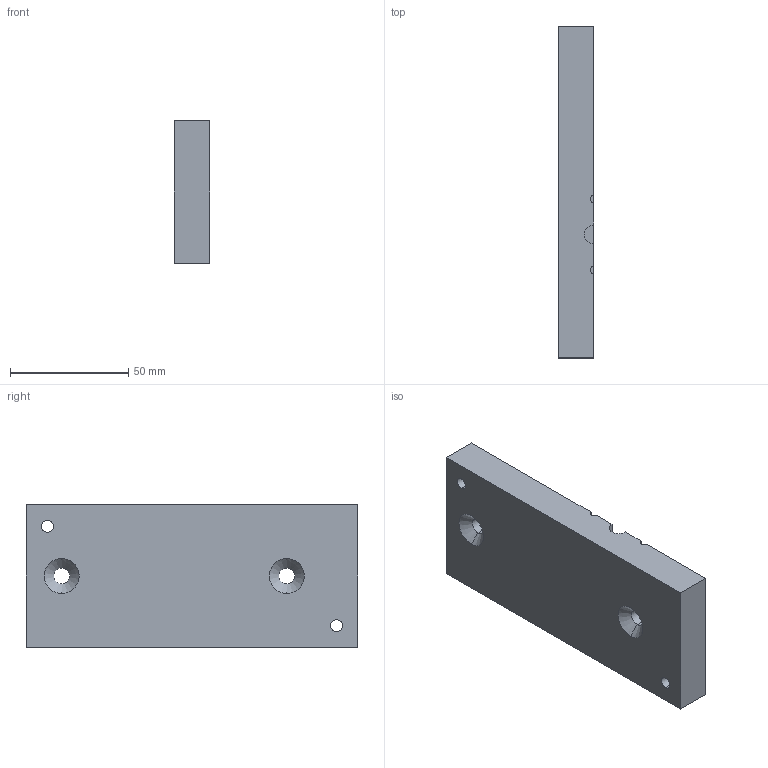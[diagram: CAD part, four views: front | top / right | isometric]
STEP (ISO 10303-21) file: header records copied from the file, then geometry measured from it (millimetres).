
FILE_DESCRIPTION (( 'STEP AP214' ), '1' );
FILE_NAME ('ARL-PM01-B-DEMI-MOULE.STEP', '2023-01-26T10:58:52', ( 'T' ), ( 'F' ), 'SwSTEP 2.0', 'SolidWorks 2001340', '' );
FILE_SCHEMA (( 'AUTOMOTIVE_DESIGN' ));
Length unit declared in the file: millimetre
Products named in the file (1): ARL-PM01-B-DEMI-MOULE
Bounding box: 15 x 140 x 60 mm (x, y, z)
Volume: 108233.5 mm3; surface area: 27295.5 mm2
Topology: 1 solids, 1 shells, 43 faces, 113 edges, 70 vertices
Faces by surface type: cylinder 20, plane 13, cone 6, sphere 2, torus 2
Entity records: 1338 total; most frequent: DIRECTION 245, CARTESIAN_POINT 221, ORIENTED_EDGE 218, EDGE_CURVE 109, AXIS2_PLACEMENT_3D 92, VERTEX_POINT 68, LINE 61, VECTOR 61
